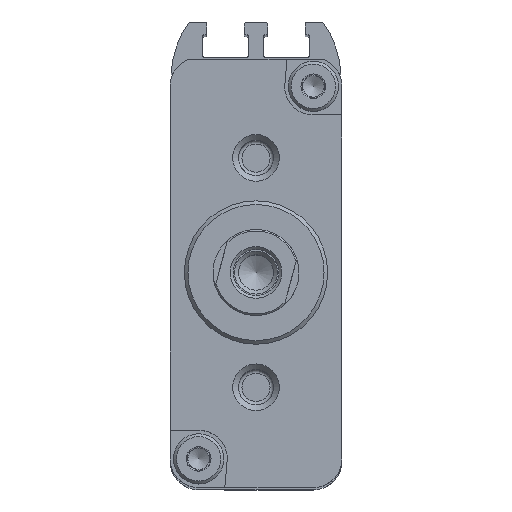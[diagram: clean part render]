
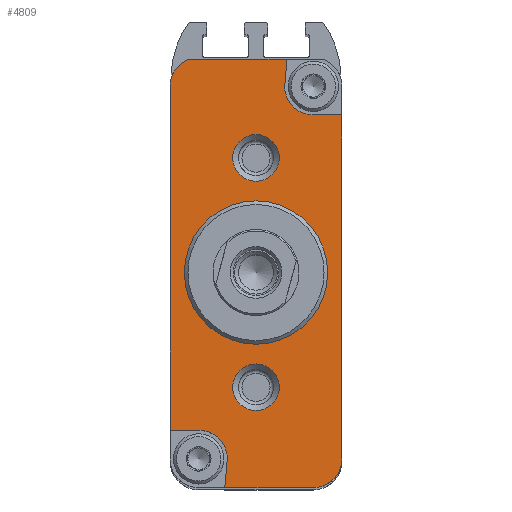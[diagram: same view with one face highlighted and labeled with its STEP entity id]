
A CAD part, top view. The second image highlights one B-rep face of the part: STEP entity #4809.
In plain terms, the highlighted planar face has unit normal (0, 0, 1).
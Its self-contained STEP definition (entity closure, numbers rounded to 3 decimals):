
#342=CIRCLE('',#5254,4.);
#346=CIRCLE('',#5261,4.);
#348=CIRCLE('',#5264,4.);
#349=CIRCLE('',#5265,4.);
#350=CIRCLE('',#5266,3.25);
#351=CIRCLE('',#5267,3.25);
#352=CIRCLE('',#5268,10.);
#785=ORIENTED_EDGE('',*,*,#2072,.F.);
#786=ORIENTED_EDGE('',*,*,#2055,.T.);
#787=ORIENTED_EDGE('',*,*,#2057,.T.);
#788=ORIENTED_EDGE('',*,*,#2060,.T.);
#789=ORIENTED_EDGE('',*,*,#2073,.F.);
#790=ORIENTED_EDGE('',*,*,#2074,.F.);
#791=ORIENTED_EDGE('',*,*,#2075,.F.);
#792=ORIENTED_EDGE('',*,*,#2068,.T.);
#793=ORIENTED_EDGE('',*,*,#2070,.T.);
#794=ORIENTED_EDGE('',*,*,#2047,.T.);
#795=ORIENTED_EDGE('',*,*,#2076,.F.);
#796=ORIENTED_EDGE('',*,*,#2077,.F.);
#797=ORIENTED_EDGE('',*,*,#2078,.T.);
#798=ORIENTED_EDGE('',*,*,#2079,.T.);
#799=ORIENTED_EDGE('',*,*,#2080,.T.);
#2047=EDGE_CURVE('',#2683,#2682,#3078,.T.);
#2055=EDGE_CURVE('',#2687,#2688,#3084,.T.);
#2057=EDGE_CURVE('',#2688,#2690,#342,.T.);
#2060=EDGE_CURVE('',#2690,#2692,#3087,.T.);
#2068=EDGE_CURVE('',#2696,#2698,#3093,.T.);
#2070=EDGE_CURVE('',#2698,#2683,#346,.T.);
#2072=EDGE_CURVE('',#2687,#2700,#3094,.T.);
#2073=EDGE_CURVE('',#2701,#2692,#3095,.T.);
#2074=EDGE_CURVE('',#2702,#2701,#348,.T.);
#2075=EDGE_CURVE('',#2696,#2702,#3096,.T.);
#2076=EDGE_CURVE('',#2703,#2682,#3097,.T.);
#2077=EDGE_CURVE('',#2700,#2703,#349,.T.);
#2078=EDGE_CURVE('',#2704,#2704,#350,.T.);
#2079=EDGE_CURVE('',#2705,#2705,#351,.T.);
#2080=EDGE_CURVE('',#2706,#2706,#352,.F.);
#2682=VERTEX_POINT('',#7766);
#2683=VERTEX_POINT('',#7768);
#2687=VERTEX_POINT('',#7778);
#2688=VERTEX_POINT('',#7781);
#2690=VERTEX_POINT('',#7787);
#2692=VERTEX_POINT('',#7792);
#2696=VERTEX_POINT('',#7802);
#2698=VERTEX_POINT('',#7807);
#2700=VERTEX_POINT('',#7816);
#2701=VERTEX_POINT('',#7818);
#2702=VERTEX_POINT('',#7820);
#2703=VERTEX_POINT('',#7823);
#2704=VERTEX_POINT('',#7826);
#2705=VERTEX_POINT('',#7828);
#2706=VERTEX_POINT('',#7830);
#3078=LINE('',#7767,#3410);
#3084=LINE('',#7782,#3416);
#3087=LINE('',#7793,#3419);
#3093=LINE('',#7808,#3425);
#3094=LINE('',#7815,#3426);
#3095=LINE('',#7817,#3427);
#3096=LINE('',#7821,#3428);
#3097=LINE('',#7822,#3429);
#3410=VECTOR('',#6067,1000.);
#3416=VECTOR('',#6079,1000.);
#3419=VECTOR('',#6090,1000.);
#3425=VECTOR('',#6102,1000.);
#3426=VECTOR('',#6113,1000.);
#3427=VECTOR('',#6114,1000.);
#3428=VECTOR('',#6117,1000.);
#3429=VECTOR('',#6118,1000.);
#3760=EDGE_LOOP('',(#785,#786,#787,#788,#789,#790,#791,#792,#793,#794,#795,
#796));
#3761=EDGE_LOOP('',(#797));
#3762=EDGE_LOOP('',(#798));
#3763=EDGE_LOOP('',(#799));
#4222=FACE_BOUND('',#3760,.T.);
#4223=FACE_BOUND('',#3761,.T.);
#4224=FACE_BOUND('',#3762,.T.);
#4225=FACE_BOUND('',#3763,.T.);
#4622=PLANE('',#5263);
#4809=ADVANCED_FACE('',(#4222,#4223,#4224,#4225),#4622,.T.);
#5254=AXIS2_PLACEMENT_3D('',#7786,#6084,#6085);
#5261=AXIS2_PLACEMENT_3D('',#7812,#6107,#6108);
#5263=AXIS2_PLACEMENT_3D('',#7814,#6111,#6112);
#5264=AXIS2_PLACEMENT_3D('',#7819,#6115,#6116);
#5265=AXIS2_PLACEMENT_3D('',#7824,#6119,#6120);
#5266=AXIS2_PLACEMENT_3D('',#7825,#6121,#6122);
#5267=AXIS2_PLACEMENT_3D('',#7827,#6123,#6124);
#5268=AXIS2_PLACEMENT_3D('',#7829,#6125,#6126);
#6067=DIRECTION('',(0.,-1.,0.));
#6079=DIRECTION('',(1.,0.,0.));
#6084=DIRECTION('',(0.,0.,1.));
#6085=DIRECTION('',(1.,0.,0.));
#6090=DIRECTION('',(0.,1.,0.));
#6102=DIRECTION('',(-1.,0.,0.));
#6107=DIRECTION('',(0.,0.,1.));
#6108=DIRECTION('',(1.,0.,0.));
#6111=DIRECTION('',(0.,0.,1.));
#6112=DIRECTION('',(1.,0.,0.));
#6113=DIRECTION('',(0.088,0.996,0.));
#6114=DIRECTION('',(1.,0.,0.));
#6115=DIRECTION('',(0.,0.,1.));
#6116=DIRECTION('',(1.,0.,0.));
#6117=DIRECTION('',(-0.088,-0.996,0.));
#6118=DIRECTION('',(-1.,0.,0.));
#6119=DIRECTION('',(0.,0.,1.));
#6120=DIRECTION('',(1.,0.,0.));
#6121=DIRECTION('',(0.,0.,-1.));
#6122=DIRECTION('',(-1.,0.,0.));
#6123=DIRECTION('',(0.,0.,-1.));
#6124=DIRECTION('',(-1.,0.,0.));
#6125=DIRECTION('',(0.,0.,1.));
#6126=DIRECTION('',(1.,0.,0.));
#7766=CARTESIAN_POINT('',(-12.,-22.,0.));
#7767=CARTESIAN_POINT('',(-12.,26.,0.));
#7768=CARTESIAN_POINT('',(-12.,26.,0.));
#7778=CARTESIAN_POINT('',(-4.353,-30.,0.));
#7781=CARTESIAN_POINT('',(8.,-30.,0.));
#7782=CARTESIAN_POINT('',(-8.,-30.,0.));
#7786=CARTESIAN_POINT('',(8.,-26.,0.));
#7787=CARTESIAN_POINT('',(12.,-26.,0.));
#7792=CARTESIAN_POINT('',(12.,22.,0.));
#7793=CARTESIAN_POINT('',(12.,-26.,0.));
#7802=CARTESIAN_POINT('',(4.335,29.8,0.));
#7807=CARTESIAN_POINT('',(-9.249,29.8,0.));
#7808=CARTESIAN_POINT('',(9.249,29.8,0.));
#7812=CARTESIAN_POINT('',(-8.,26.,0.));
#7814=CARTESIAN_POINT('',(-8.,-26.,0.));
#7815=CARTESIAN_POINT('',(-4.353,-30.,0.));
#7816=CARTESIAN_POINT('',(-4.,-26.,0.));
#7817=CARTESIAN_POINT('',(8.,22.,0.));
#7818=CARTESIAN_POINT('',(8.,22.,0.));
#7819=CARTESIAN_POINT('',(8.,26.,0.));
#7820=CARTESIAN_POINT('',(4.,26.,0.));
#7821=CARTESIAN_POINT('',(-0.643,-26.649,0.));
#7822=CARTESIAN_POINT('',(-8.,-22.,0.));
#7823=CARTESIAN_POINT('',(-8.,-22.,0.));
#7824=CARTESIAN_POINT('',(-8.,-26.,0.));
#7825=CARTESIAN_POINT('',(0.,-16.,0.));
#7826=CARTESIAN_POINT('',(-3.25,-16.,0.));
#7827=CARTESIAN_POINT('',(0.,16.,0.));
#7828=CARTESIAN_POINT('',(-3.25,16.,0.));
#7829=CARTESIAN_POINT('',(0.,0.,0.));
#7830=CARTESIAN_POINT('',(10.,0.,0.));
